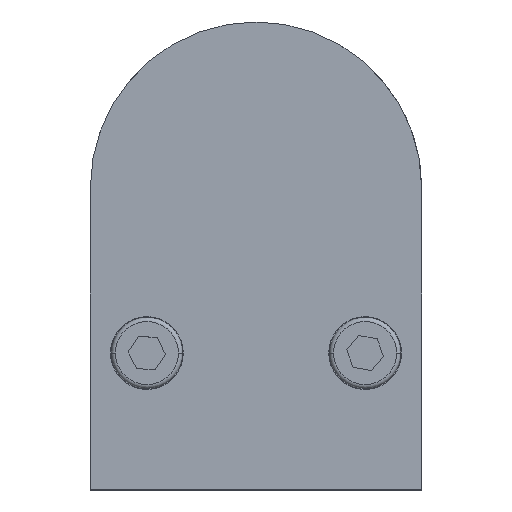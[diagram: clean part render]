
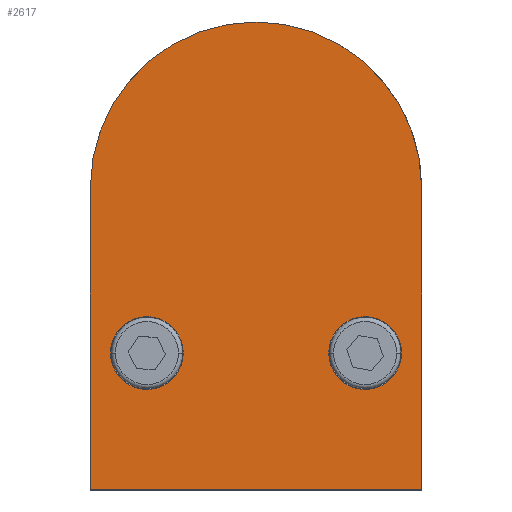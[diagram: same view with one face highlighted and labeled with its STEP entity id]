
A CAD part, top view. The second image highlights one B-rep face of the part: STEP entity #2617.
In plain terms, the highlighted planar face has unit normal (0, 0, 1).
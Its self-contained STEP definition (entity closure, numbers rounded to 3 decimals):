
#18 = CARTESIAN_POINT ( 'NONE',  ( -20.5, 22.142, 14.25 ) ) ;
#29 = CARTESIAN_POINT ( 'NONE',  ( 20.5, 22.142, 14.25 ) ) ;
#198 = VERTEX_POINT ( 'NONE', #29 ) ;
#235 = LINE ( 'NONE', #946, #613 ) ;
#278 = ORIENTED_EDGE ( 'NONE', *, *, #3069, .F. ) ;
#322 = FACE_OUTER_BOUND ( 'NONE', #1162, .T. ) ;
#348 = FACE_BOUND ( 'NONE', #811, .T. ) ;
#352 = VECTOR ( 'NONE', #865, 1000. ) ;
#354 = ORIENTED_EDGE ( 'NONE', *, *, #473, .F. ) ;
#446 = EDGE_CURVE ( 'NONE', #198, #596, #1625, .T. ) ;
#473 = EDGE_CURVE ( 'NONE', #1796, #1797, #2982, .T. ) ;
#484 = CARTESIAN_POINT ( 'NONE',  ( 47.6, 22.142, 14.25 ) ) ;
#518 = CARTESIAN_POINT ( 'NONE',  ( 20.5, 59.5, 14.25 ) ) ;
#552 = CARTESIAN_POINT ( 'NONE',  ( 13.5, 39.038, 14.25 ) ) ;
#554 = CARTESIAN_POINT ( 'NONE',  ( 13.5, 39.038, 14.25 ) ) ;
#577 = CARTESIAN_POINT ( 'NONE',  ( -13.5, 39.038, 14.25 ) ) ;
#582 = ORIENTED_EDGE ( 'NONE', *, *, #446, .T. ) ;
#596 = VERTEX_POINT ( 'NONE', #518 ) ;
#613 = VECTOR ( 'NONE', #1204, 1000. ) ;
#622 = AXIS2_PLACEMENT_3D ( 'NONE', #552, #847, #1828 ) ;
#650 = VERTEX_POINT ( 'NONE', #682 ) ;
#675 = CIRCLE ( 'NONE', #2890, 4.5 ) ;
#682 = CARTESIAN_POINT ( 'NONE',  ( -20.5, 59.5, 14.25 ) ) ;
#715 = LINE ( 'NONE', #484, #1572 ) ;
#811 = EDGE_LOOP ( 'NONE', ( #3215, #1782 ) ) ;
#834 = EDGE_LOOP ( 'NONE', ( #354, #278 ) ) ;
#836 = CARTESIAN_POINT ( 'NONE',  ( -9., 39.038, 14.25 ) ) ;
#847 = DIRECTION ( 'NONE',  ( 0., 0., 1. ) ) ;
#849 = DIRECTION ( 'NONE',  ( 0., 0., 1. ) ) ;
#865 = DIRECTION ( 'NONE',  ( 0., 1., 0. ) ) ;
#946 = CARTESIAN_POINT ( 'NONE',  ( -20.5, 0., 14.25 ) ) ;
#1162 = EDGE_LOOP ( 'NONE', ( #1831, #582, #1744, #2557 ) ) ;
#1204 = DIRECTION ( 'NONE',  ( 0., -1., 0. ) ) ;
#1238 = DIRECTION ( 'NONE',  ( 0., 0., 1. ) ) ;
#1247 = AXIS2_PLACEMENT_3D ( 'NONE', #577, #849, #2323 ) ;
#1505 = CARTESIAN_POINT ( 'NONE',  ( 18., 39.038, 14.25 ) ) ;
#1530 = DIRECTION ( 'NONE',  ( 1., 0., 0. ) ) ;
#1572 = VECTOR ( 'NONE', #2529, 1000. ) ;
#1593 = CARTESIAN_POINT ( 'NONE',  ( 20.5, 0., 14.25 ) ) ;
#1625 = LINE ( 'NONE', #1593, #352 ) ;
#1651 = AXIS2_PLACEMENT_3D ( 'NONE', #554, #1238, #1530 ) ;
#1699 = EDGE_CURVE ( 'NONE', #650, #1853, #235, .T. ) ;
#1744 = ORIENTED_EDGE ( 'NONE', *, *, #2547, .T. ) ;
#1782 = ORIENTED_EDGE ( 'NONE', *, *, #2630, .F. ) ;
#1796 = VERTEX_POINT ( 'NONE', #1505 ) ;
#1797 = VERTEX_POINT ( 'NONE', #2831 ) ;
#1828 = DIRECTION ( 'NONE',  ( 1., 0., 0. ) ) ;
#1831 = ORIENTED_EDGE ( 'NONE', *, *, #2486, .F. ) ;
#1848 = CARTESIAN_POINT ( 'NONE',  ( 0., 59.5, 14.25 ) ) ;
#1853 = VERTEX_POINT ( 'NONE', #18 ) ;
#1913 = DIRECTION ( 'NONE',  ( 1., 0., 0. ) ) ;
#1934 = CIRCLE ( 'NONE', #2406, 20.5 ) ;
#2048 = CIRCLE ( 'NONE', #622, 4.5 ) ;
#2092 = DIRECTION ( 'NONE',  ( 0., 0., 1. ) ) ;
#2106 = PLANE ( 'NONE',  #2671 ) ;
#2127 = DIRECTION ( 'NONE',  ( 0., 0., 1. ) ) ;
#2263 = CARTESIAN_POINT ( 'NONE',  ( -18., 39.038, 14.25 ) ) ;
#2303 = FACE_BOUND ( 'NONE', #834, .T. ) ;
#2323 = DIRECTION ( 'NONE',  ( 1., 0., 0. ) ) ;
#2361 = CIRCLE ( 'NONE', #1247, 4.5 ) ;
#2406 = AXIS2_PLACEMENT_3D ( 'NONE', #2799, #2865, #3070 ) ;
#2486 = EDGE_CURVE ( 'NONE', #198, #1853, #715, .T. ) ;
#2529 = DIRECTION ( 'NONE',  ( -1., 0., 0. ) ) ;
#2547 = EDGE_CURVE ( 'NONE', #596, #650, #1934, .T. ) ;
#2557 = ORIENTED_EDGE ( 'NONE', *, *, #1699, .T. ) ;
#2570 = VERTEX_POINT ( 'NONE', #836 ) ;
#2617 = ADVANCED_FACE ( 'NONE', ( #348, #2303, #322 ), #2106, .T. ) ;
#2630 = EDGE_CURVE ( 'NONE', #2959, #2570, #2361, .T. ) ;
#2670 = CARTESIAN_POINT ( 'NONE',  ( -13.5, 39.038, 14.25 ) ) ;
#2671 = AXIS2_PLACEMENT_3D ( 'NONE', #1848, #2092, #3051 ) ;
#2799 = CARTESIAN_POINT ( 'NONE',  ( 0., 59.5, 14.25 ) ) ;
#2831 = CARTESIAN_POINT ( 'NONE',  ( 9., 39.038, 14.25 ) ) ;
#2865 = DIRECTION ( 'NONE',  ( 0., 0., 1. ) ) ;
#2890 = AXIS2_PLACEMENT_3D ( 'NONE', #2670, #2127, #1913 ) ;
#2959 = VERTEX_POINT ( 'NONE', #2263 ) ;
#2982 = CIRCLE ( 'NONE', #1651, 4.5 ) ;
#3051 = DIRECTION ( 'NONE',  ( 1., 0., 0. ) ) ;
#3069 = EDGE_CURVE ( 'NONE', #1797, #1796, #2048, .T. ) ;
#3070 = DIRECTION ( 'NONE',  ( 1., 0., 0. ) ) ;
#3188 = EDGE_CURVE ( 'NONE', #2570, #2959, #675, .T. ) ;
#3215 = ORIENTED_EDGE ( 'NONE', *, *, #3188, .F. ) ;
